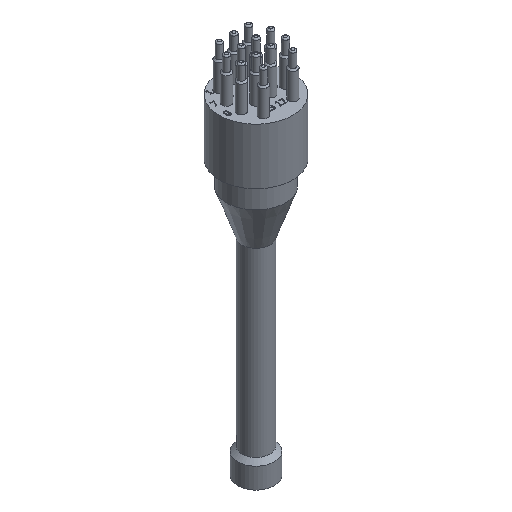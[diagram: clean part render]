
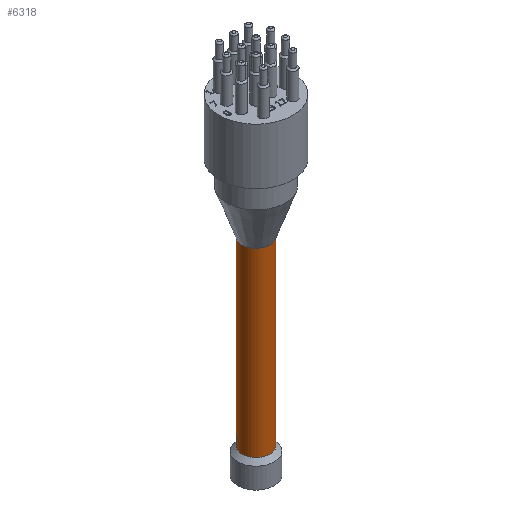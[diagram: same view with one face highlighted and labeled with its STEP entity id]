
A CAD part, isometric view. The second image highlights one B-rep face of the part: STEP entity #6318.
In plain terms, the highlighted cylindrical face has radius 4.75 mm (diameter 9.5 mm), a full revolution.
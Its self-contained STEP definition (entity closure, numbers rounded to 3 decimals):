
#1999=CYLINDRICAL_SURFACE($,#6691,4.75);
#2030=FACE_BOUND($,#2483,.T.);
#2120=FACE_OUTER_BOUND($,#2482,.T.);
#2482=EDGE_LOOP($,(#4513));
#2483=EDGE_LOOP($,(#4514));
#2927=CIRCLE($,#6687,4.75);
#2929=CIRCLE($,#6692,4.75);
#3000=VERTEX_POINT($,#8042);
#3002=VERTEX_POINT($,#8049);
#3613=EDGE_CURVE($,#3000,#3000,#2927,.T.);
#3615=EDGE_CURVE($,#3002,#3002,#2929,.T.);
#4513=ORIENTED_EDGE($,*,*,#3613,.T.);
#4514=ORIENTED_EDGE($,*,*,#3615,.T.);
#6318=ADVANCED_FACE($,(#2120,#2030),#1999,.T.);
#6687=AXIS2_PLACEMENT_3D($,#8043,#6970,#6971);
#6691=AXIS2_PLACEMENT_3D($,#8048,#6978,#6979);
#6692=AXIS2_PLACEMENT_3D($,#8050,#6980,#6981);
#6970=DIRECTION('center_axis',(0.,0.,1.));
#6971=DIRECTION('ref_axis',(1.,0.,0.));
#6978=DIRECTION('center_axis',(0.,0.,-1.));
#6979=DIRECTION('ref_axis',(1.,0.,0.));
#6980=DIRECTION('center_axis',(0.,0.,-1.));
#6981=DIRECTION('ref_axis',(1.,0.,0.));
#8042=CARTESIAN_POINT('',(-4.75,0.,-84.5));
#8043=CARTESIAN_POINT('Origin',(0.,0.,-84.5));
#8048=CARTESIAN_POINT('Origin',(0.,0.,-23.));
#8049=CARTESIAN_POINT('',(-4.75,0.,-23.));
#8050=CARTESIAN_POINT('Origin',(0.,0.,-23.));
